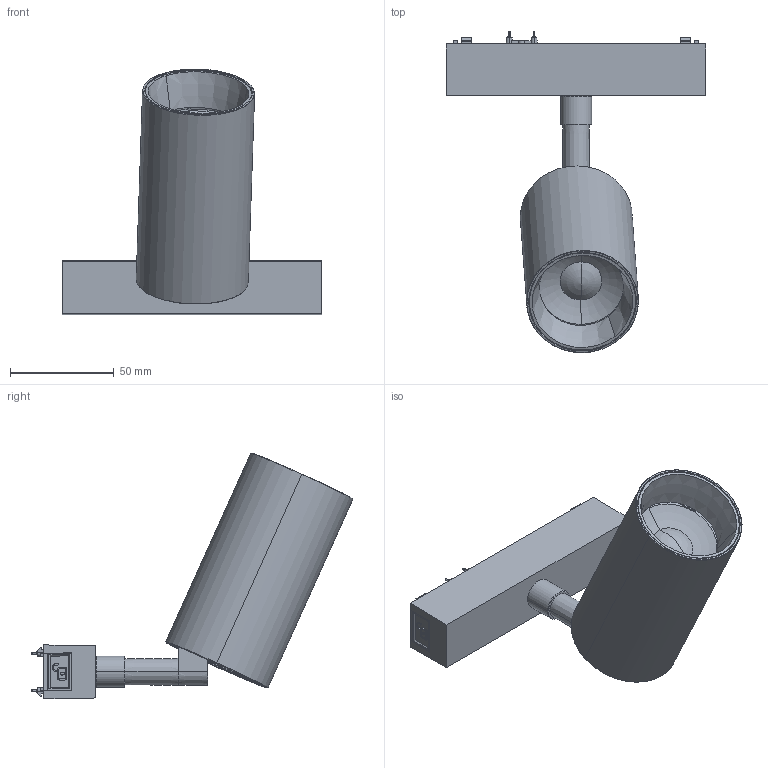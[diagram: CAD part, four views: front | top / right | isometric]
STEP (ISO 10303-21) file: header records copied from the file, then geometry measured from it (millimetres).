
FILE_DESCRIPTION (( 'STEP AP203' ), '1' );
FILE_NAME ('S-SU-26-15W-A2.STEP', '2023-05-10T08:57:27', ( 'ylmfeng' ), ( 'ylmfeng.com' ), 'SwSTEP 2.0', 'SolidWorks 2018', '' );
FILE_SCHEMA (( 'CONFIG_CONTROL_DESIGN' ));
Length unit declared in the file: millimetre
Products named in the file (23): BRIDGELUX V8嫖埭+D45芵噩郪璃; D45-芵噩+芵噩盓殤; 201-B1ヶ欶; 201-A2-15散热器; 20X16X3.0mm棠沺; 201-B1綴裔; S-SU-26-15W-A2; 埴芛坋趼蹟佪M3X6; ㄗ18.4ㄘ耳16X耳10.2X1.1mm滅唅縐え; 201-A2-15-腑极; BRIDGELUX V8E嫖埭; 201-A2-15-翋极; 麥芛囀鞠褒蹟佪M3X6; 耳13.5X耳10X0.3 疏檢貌侗; 201-A2-15-腑芠; ET26-棠柲寢耋芛; M4滅侂蹟譫; 201-B1牷啊盓殤; et26-棠柲寢耋芛; 圆柱头内六角螺丝-M4X25; 1.07.02423-窪嫖D35嫖埭盓殤10-E; 201-A2蟀諉芛; M10X11.8埴芛祅晚挴奪
Assembly tree (23 placements, depth 4):
  S-SU-26-15W-A2
    ET26-棠柲寢耋芛
      et26-棠柲寢耋芛
      20X16X3.0mm棠沺
      M10X11.8埴芛祅晚挴奪
      ㄗ18.4ㄘ耳16X耳10.2X1.1mm滅唅縐え
      耳13.5X耳10X0.3 疏檢貌侗
    201-A2蟀諉芛
    201-B1牷啊盓殤
    201-A2-15-翋极
      201-A2-15-腑极
        201-A2-15-腑芠
        201-A2-15散热器
      BRIDGELUX V8嫖埭+D45芵噩郪璃
        BRIDGELUX V8E嫖埭
        1.07.02423-窪嫖D35嫖埭盓殤10-E
        D45-芵噩+芵噩盓殤
      201-B1ヶ欶
      201-B1綴裔
      麥芛囀鞠褒蹟佪M3X6
      埴芛坋趼蹟佪M3X6  x2
    圆柱头内六角螺丝-M4X25
    M4滅侂蹟譫
Bounding box: 125 x 154.96 x 118.37 mm (x, y, z)
Volume: 114159.7 mm3; surface area: 130605.1 mm2
Topology: 19 solids, 31 shells, 2751 faces, 7674 edges, 5007 vertices
Faces by surface type: plane 1423, cylinder 669, bspline 327, cone 284, torus 48
Entity records: 106628 total; most frequent: CARTESIAN_POINT 35903, ORIENTED_EDGE 15184, DIRECTION 13120, EDGE_CURVE 7598, VERTEX_POINT 4969, AXIS2_PLACEMENT_3D 4403, LINE 4314, VECTOR 4314
